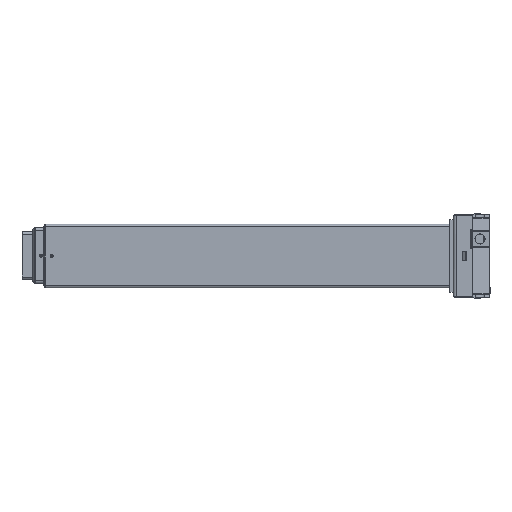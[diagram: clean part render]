
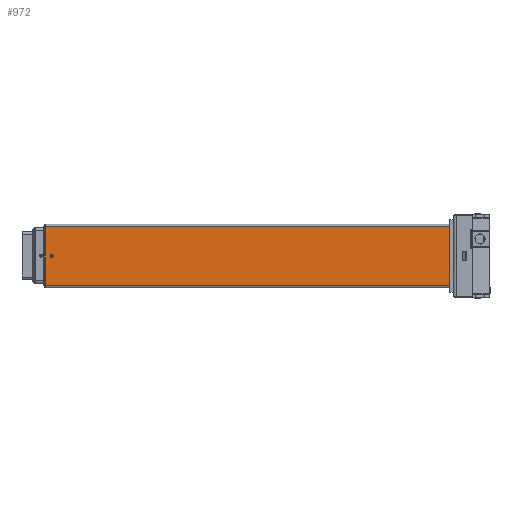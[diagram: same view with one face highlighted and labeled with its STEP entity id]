
A CAD part, left-side view. The second image highlights one B-rep face of the part: STEP entity #972.
In plain terms, the highlighted face is planar.
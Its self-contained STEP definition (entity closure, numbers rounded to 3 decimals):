
#972 = ADVANCED_FACE ( 'NONE', ( #9264, #9266 ), #11092, .F. ) ;
#2964 = ORIENTED_EDGE ( 'NONE', *, *, #50219, .F. ) ;
#2965 = ORIENTED_EDGE ( 'NONE', *, *, #50215, .T. ) ;
#2966 = ORIENTED_EDGE ( 'NONE', *, *, #50218, .F. ) ;
#2967 = ORIENTED_EDGE ( 'NONE', *, *, #50217, .T. ) ;
#2968 = ORIENTED_EDGE ( 'NONE', *, *, #50209, .F. ) ;
#7159 = AXIS2_PLACEMENT_3D ( 'NONE', #11095, #11101, #11102 ) ;
#9264 = FACE_BOUND ( 'NONE', #13438, .T. ) ;
#9266 = FACE_OUTER_BOUND ( 'NONE', #12928, .T. ) ;
#11092 = PLANE ( 'NONE',  #7159 ) ;
#11095 = CARTESIAN_POINT ( 'NONE',  ( 30., 516.5, 40. ) ) ;
#11101 = DIRECTION ( 'NONE',  ( -1., 0., 0. ) ) ;
#11102 = DIRECTION ( 'NONE',  ( 0., 0., 1. ) ) ;
#12928 = EDGE_LOOP ( 'NONE', ( #2965, #2966, #2967, #2968 ) ) ;
#13438 = EDGE_LOOP ( 'NONE', ( #2964 ) ) ;
#22480 = VERTEX_POINT ( 'NONE', #26333 ) ;
#22827 = VERTEX_POINT ( 'NONE', #26611 ) ;
#22874 = VERTEX_POINT ( 'NONE', #26647 ) ;
#23080 = VERTEX_POINT ( 'NONE', #26823 ) ;
#26333 = CARTESIAN_POINT ( 'NONE',  ( 30., 516.5, -37. ) ) ;
#26611 = CARTESIAN_POINT ( 'NONE',  ( 30., 7., -37. ) ) ;
#26647 = CARTESIAN_POINT ( 'NONE',  ( 30., 516.5, 37. ) ) ;
#26823 = CARTESIAN_POINT ( 'NONE',  ( 30., 7., 37. ) ) ;
#32599 = AXIS2_PLACEMENT_3D ( 'NONE', #41587, #41593, #41594 ) ;
#39861 = LINE ( 'NONE', #41571, #39863 ) ;
#39863 = VECTOR ( 'NONE', #41572, 1000. ) ;
#39875 = LINE ( 'NONE', #41585, #39876 ) ;
#39876 = VECTOR ( 'NONE', #41586, 1000. ) ;
#39879 = LINE ( 'NONE', #41589, #39880 ) ;
#39880 = VECTOR ( 'NONE', #41590, 1000. ) ;
#39881 = LINE ( 'NONE', #41591, #39882 ) ;
#39882 = VECTOR ( 'NONE', #41592, 1000. ) ;
#39885 = CIRCLE ( 'NONE', #32599, 1.6 ) ;
#41571 = CARTESIAN_POINT ( 'NONE',  ( 30., 516.5, 40. ) ) ;
#41572 = DIRECTION ( 'NONE',  ( 0., 0., -1. ) ) ;
#41585 = CARTESIAN_POINT ( 'NONE',  ( 30., 516.5, 37. ) ) ;
#41586 = DIRECTION ( 'NONE',  ( 0., -1., 0. ) ) ;
#41587 = CARTESIAN_POINT ( 'NONE',  ( 30., 509., 0. ) ) ;
#41589 = CARTESIAN_POINT ( 'NONE',  ( 30., 516.5, -37. ) ) ;
#41590 = DIRECTION ( 'NONE',  ( 0., 1., 0. ) ) ;
#41591 = CARTESIAN_POINT ( 'NONE',  ( 30., 7., -37. ) ) ;
#41592 = DIRECTION ( 'NONE',  ( 0., 0., 1. ) ) ;
#41593 = DIRECTION ( 'NONE',  ( 1., 0., 0. ) ) ;
#41594 = DIRECTION ( 'NONE',  ( 0., 0., -1. ) ) ;
#44625 = VERTEX_POINT ( 'NONE', #44626 ) ;
#44626 = CARTESIAN_POINT ( 'NONE',  ( 30., 509., -1.6 ) ) ;
#50209 = EDGE_CURVE ( 'NONE', #22874, #22480, #39861, .T. ) ;
#50215 = EDGE_CURVE ( 'NONE', #22874, #23080, #39875, .T. ) ;
#50217 = EDGE_CURVE ( 'NONE', #22827, #22480, #39879, .T. ) ;
#50218 = EDGE_CURVE ( 'NONE', #22827, #23080, #39881, .T. ) ;
#50219 = EDGE_CURVE ( 'NONE', #44625, #44625, #39885, .T. ) ;
